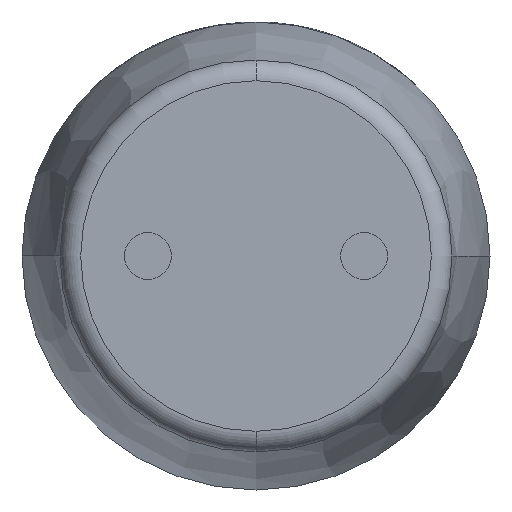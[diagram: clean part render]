
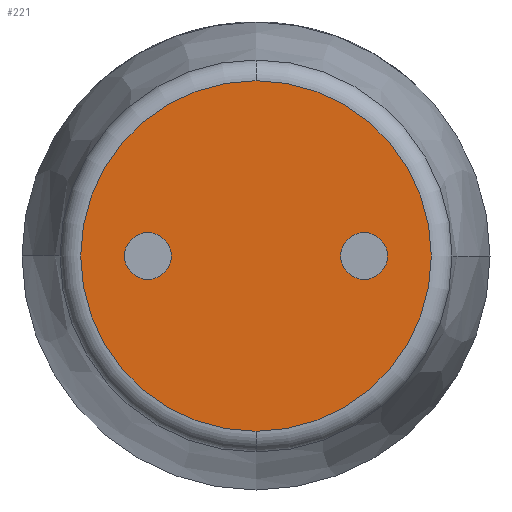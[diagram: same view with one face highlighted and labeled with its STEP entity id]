
A CAD part, front view. The second image highlights one B-rep face of the part: STEP entity #221.
In plain terms, the highlighted planar face has unit normal (0, -1, 0).
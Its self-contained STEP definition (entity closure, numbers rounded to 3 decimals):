
#53 = AXIS2_PLACEMENT_3D ( 'NONE', #137, #3003, #1619 ) ;
#104 = DIRECTION ( 'NONE',  ( 0., -1., 0. ) ) ;
#137 = CARTESIAN_POINT ( 'NONE',  ( 1.27, 0., 0. ) ) ;
#174 = DIRECTION ( 'NONE',  ( 0., 0., 1. ) ) ;
#196 = PLANE ( 'NONE',  #3034 ) ;
#221 = ADVANCED_FACE ( 'NONE', ( #1386, #345, #2856 ), #196, .F. ) ;
#254 = AXIS2_PLACEMENT_3D ( 'NONE', #685, #1272, #3228 ) ;
#285 = CARTESIAN_POINT ( 'NONE',  ( 1.27, 0., 0. ) ) ;
#345 = FACE_BOUND ( 'NONE', #2878, .T. ) ;
#355 = VERTEX_POINT ( 'NONE', #2008 ) ;
#449 = DIRECTION ( 'NONE',  ( 0., -1., 0. ) ) ;
#475 = CIRCLE ( 'NONE', #823, 2.06 ) ;
#629 = AXIS2_PLACEMENT_3D ( 'NONE', #2232, #104, #2901 ) ;
#685 = CARTESIAN_POINT ( 'NONE',  ( -1.27, 0., 0. ) ) ;
#709 = EDGE_CURVE ( 'NONE', #938, #2787, #1164, .T. ) ;
#786 = DIRECTION ( 'NONE',  ( 0., 1., 0. ) ) ;
#823 = AXIS2_PLACEMENT_3D ( 'NONE', #2740, #1007, #1015 ) ;
#859 = ORIENTED_EDGE ( 'NONE', *, *, #3365, .T. ) ;
#891 = CIRCLE ( 'NONE', #53, 0.275 ) ;
#938 = VERTEX_POINT ( 'NONE', #1615 ) ;
#1007 = DIRECTION ( 'NONE',  ( 0., -1., 0. ) ) ;
#1015 = DIRECTION ( 'NONE',  ( 0., 0., 1. ) ) ;
#1162 = CARTESIAN_POINT ( 'NONE',  ( 1.27, 0., -0.275 ) ) ;
#1164 = CIRCLE ( 'NONE', #254, 0.275 ) ;
#1187 = ORIENTED_EDGE ( 'NONE', *, *, #2263, .T. ) ;
#1264 = ORIENTED_EDGE ( 'NONE', *, *, #1884, .T. ) ;
#1272 = DIRECTION ( 'NONE',  ( 0., -1., 0. ) ) ;
#1323 = ORIENTED_EDGE ( 'NONE', *, *, #709, .F. ) ;
#1386 = FACE_OUTER_BOUND ( 'NONE', #1778, .T. ) ;
#1449 = DIRECTION ( 'NONE',  ( 0., 0., -1. ) ) ;
#1489 = AXIS2_PLACEMENT_3D ( 'NONE', #285, #2874, #1449 ) ;
#1590 = CARTESIAN_POINT ( 'NONE',  ( 0., 0., 2.06 ) ) ;
#1615 = CARTESIAN_POINT ( 'NONE',  ( -1.27, 0., -0.275 ) ) ;
#1619 = DIRECTION ( 'NONE',  ( 0., 0., -1. ) ) ;
#1626 = CARTESIAN_POINT ( 'NONE',  ( -1.27, 0., 0. ) ) ;
#1778 = EDGE_LOOP ( 'NONE', ( #1264, #1187 ) ) ;
#1867 = EDGE_CURVE ( 'NONE', #2787, #938, #3578, .T. ) ;
#1884 = EDGE_CURVE ( 'NONE', #355, #3088, #2115, .T. ) ;
#2008 = CARTESIAN_POINT ( 'NONE',  ( 0., 0., -2.06 ) ) ;
#2115 = CIRCLE ( 'NONE', #629, 2.06 ) ;
#2220 = CARTESIAN_POINT ( 'NONE',  ( 0., 0., 0. ) ) ;
#2232 = CARTESIAN_POINT ( 'NONE',  ( 0., 0., 0. ) ) ;
#2255 = EDGE_CURVE ( 'NONE', #3449, #2699, #891, .T. ) ;
#2263 = EDGE_CURVE ( 'NONE', #3088, #355, #475, .T. ) ;
#2319 = CARTESIAN_POINT ( 'NONE',  ( -1.27, 0., 0.275 ) ) ;
#2633 = AXIS2_PLACEMENT_3D ( 'NONE', #1626, #449, #174 ) ;
#2699 = VERTEX_POINT ( 'NONE', #2889 ) ;
#2740 = CARTESIAN_POINT ( 'NONE',  ( 0., 0., 0. ) ) ;
#2787 = VERTEX_POINT ( 'NONE', #2319 ) ;
#2856 = FACE_BOUND ( 'NONE', #3398, .T. ) ;
#2874 = DIRECTION ( 'NONE',  ( 0., 1., 0. ) ) ;
#2878 = EDGE_LOOP ( 'NONE', ( #859, #3407 ) ) ;
#2889 = CARTESIAN_POINT ( 'NONE',  ( 1.27, 0., 0.275 ) ) ;
#2901 = DIRECTION ( 'NONE',  ( 0., 0., 1. ) ) ;
#3003 = DIRECTION ( 'NONE',  ( 0., 1., 0. ) ) ;
#3034 = AXIS2_PLACEMENT_3D ( 'NONE', #2220, #786, #3663 ) ;
#3088 = VERTEX_POINT ( 'NONE', #1590 ) ;
#3228 = DIRECTION ( 'NONE',  ( 0., 0., 1. ) ) ;
#3365 = EDGE_CURVE ( 'NONE', #2699, #3449, #3554, .T. ) ;
#3398 = EDGE_LOOP ( 'NONE', ( #3587, #1323 ) ) ;
#3407 = ORIENTED_EDGE ( 'NONE', *, *, #2255, .T. ) ;
#3449 = VERTEX_POINT ( 'NONE', #1162 ) ;
#3554 = CIRCLE ( 'NONE', #1489, 0.275 ) ;
#3578 = CIRCLE ( 'NONE', #2633, 0.275 ) ;
#3587 = ORIENTED_EDGE ( 'NONE', *, *, #1867, .F. ) ;
#3663 = DIRECTION ( 'NONE',  ( 0., 0., 1. ) ) ;
